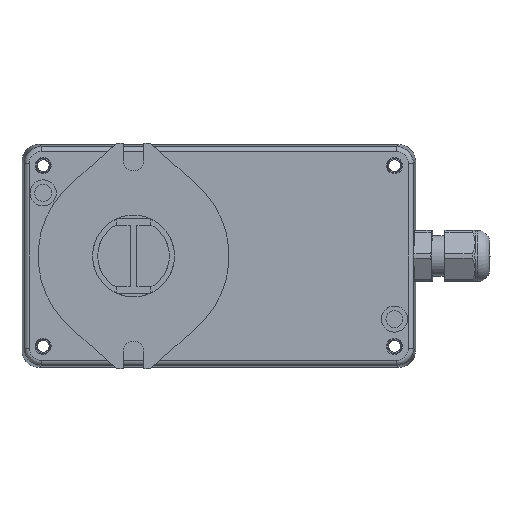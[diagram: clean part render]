
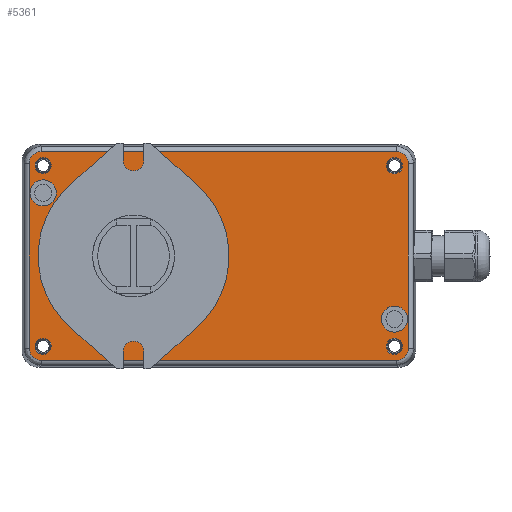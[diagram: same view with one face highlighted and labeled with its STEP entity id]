
A CAD part, front view. The second image highlights one B-rep face of the part: STEP entity #5361.
In plain terms, the highlighted planar face has unit normal (0, -1, 0).
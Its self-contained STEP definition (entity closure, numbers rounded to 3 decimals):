
#157=FACE_BOUND('',#839,.T.);
#158=FACE_BOUND('',#840,.T.);
#159=FACE_BOUND('',#841,.T.);
#160=FACE_BOUND('',#842,.T.);
#161=FACE_BOUND('',#843,.T.);
#162=FACE_BOUND('',#844,.T.);
#163=FACE_BOUND('',#845,.T.);
#214=PLANE('',#5759);
#474=ELLIPSE('',#5738,3.502,3.5);
#476=ELLIPSE('',#5743,3.502,3.5);
#478=ELLIPSE('',#5748,3.502,3.5);
#480=ELLIPSE('',#5752,3.502,3.5);
#511=FACE_OUTER_BOUND('',#838,.T.);
#838=EDGE_LOOP('',(#3709,#3710,#3711,#3712,#3713,#3714,#3715,#3716));
#839=EDGE_LOOP('',(#3717));
#840=EDGE_LOOP('',(#3718));
#841=EDGE_LOOP('',(#3719));
#842=EDGE_LOOP('',(#3720));
#843=EDGE_LOOP('',(#3721));
#844=EDGE_LOOP('',(#3722));
#845=EDGE_LOOP('',(#3723));
#1208=LINE('',#8235,#1614);
#1211=LINE('',#8279,#1617);
#1213=LINE('',#8320,#1619);
#1215=LINE('',#8361,#1621);
#1614=VECTOR('',#6444,10.);
#1617=VECTOR('',#6459,10.);
#1619=VECTOR('',#6471,10.);
#1621=VECTOR('',#6483,10.);
#2018=CIRCLE('',#5728,12.5);
#2030=CIRCLE('',#5760,2.345);
#2031=CIRCLE('',#5761,2.345);
#2032=CIRCLE('',#5762,2.345);
#2033=CIRCLE('',#5763,2.345);
#2034=CIRCLE('',#5764,3.84);
#2035=CIRCLE('',#5765,3.84);
#2361=VERTEX_POINT('',#8219);
#2366=VERTEX_POINT('',#8232);
#2367=VERTEX_POINT('',#8234);
#2369=VERTEX_POINT('',#8269);
#2371=VERTEX_POINT('',#8275);
#2373=VERTEX_POINT('',#8310);
#2375=VERTEX_POINT('',#8316);
#2377=VERTEX_POINT('',#8351);
#2379=VERTEX_POINT('',#8357);
#2386=VERTEX_POINT('',#8413);
#2387=VERTEX_POINT('',#8415);
#2388=VERTEX_POINT('',#8417);
#2389=VERTEX_POINT('',#8419);
#2390=VERTEX_POINT('',#8421);
#2391=VERTEX_POINT('',#8423);
#2860=EDGE_CURVE('',#2361,#2361,#2018,.T.);
#2867=EDGE_CURVE('',#2366,#2367,#1208,.T.);
#2872=EDGE_CURVE('',#2367,#2369,#474,.T.);
#2875=EDGE_CURVE('',#2369,#2371,#1211,.T.);
#2878=EDGE_CURVE('',#2371,#2373,#476,.T.);
#2881=EDGE_CURVE('',#2373,#2375,#1213,.T.);
#2884=EDGE_CURVE('',#2375,#2377,#478,.T.);
#2887=EDGE_CURVE('',#2377,#2379,#1215,.T.);
#2889=EDGE_CURVE('',#2379,#2366,#480,.T.);
#2899=EDGE_CURVE('',#2386,#2386,#2030,.T.);
#2900=EDGE_CURVE('',#2387,#2387,#2031,.T.);
#2901=EDGE_CURVE('',#2388,#2388,#2032,.T.);
#2902=EDGE_CURVE('',#2389,#2389,#2033,.T.);
#2903=EDGE_CURVE('',#2390,#2390,#2034,.T.);
#2904=EDGE_CURVE('',#2391,#2391,#2035,.T.);
#3709=ORIENTED_EDGE('',*,*,#2867,.F.);
#3710=ORIENTED_EDGE('',*,*,#2889,.F.);
#3711=ORIENTED_EDGE('',*,*,#2887,.F.);
#3712=ORIENTED_EDGE('',*,*,#2884,.F.);
#3713=ORIENTED_EDGE('',*,*,#2881,.F.);
#3714=ORIENTED_EDGE('',*,*,#2878,.F.);
#3715=ORIENTED_EDGE('',*,*,#2875,.F.);
#3716=ORIENTED_EDGE('',*,*,#2872,.F.);
#3717=ORIENTED_EDGE('',*,*,#2860,.T.);
#3718=ORIENTED_EDGE('',*,*,#2899,.F.);
#3719=ORIENTED_EDGE('',*,*,#2900,.F.);
#3720=ORIENTED_EDGE('',*,*,#2901,.F.);
#3721=ORIENTED_EDGE('',*,*,#2902,.F.);
#3722=ORIENTED_EDGE('',*,*,#2903,.F.);
#3723=ORIENTED_EDGE('',*,*,#2904,.F.);
#5361=ADVANCED_FACE('',(#511,#157,#158,#159,#160,#161,#162,#163),#214,.F.);
#5728=AXIS2_PLACEMENT_3D('',#8220,#6428,#6429);
#5738=AXIS2_PLACEMENT_3D('',#8273,#6452,#6453);
#5743=AXIS2_PLACEMENT_3D('',#8314,#6464,#6465);
#5748=AXIS2_PLACEMENT_3D('',#8355,#6476,#6477);
#5752=AXIS2_PLACEMENT_3D('',#8393,#6486,#6487);
#5759=AXIS2_PLACEMENT_3D('',#8412,#6507,#6508);
#5760=AXIS2_PLACEMENT_3D('',#8414,#6509,#6510);
#5761=AXIS2_PLACEMENT_3D('',#8416,#6511,#6512);
#5762=AXIS2_PLACEMENT_3D('',#8418,#6513,#6514);
#5763=AXIS2_PLACEMENT_3D('',#8420,#6515,#6516);
#5764=AXIS2_PLACEMENT_3D('',#8422,#6517,#6518);
#5765=AXIS2_PLACEMENT_3D('',#8424,#6519,#6520);
#6428=DIRECTION('center_axis',(0.,1.,0.));
#6429=DIRECTION('ref_axis',(1.,0.,0.));
#6444=DIRECTION('',(0.,0.,1.));
#6452=DIRECTION('center_axis',(0.,1.,0.));
#6453=DIRECTION('ref_axis',(-0.707,0.,0.707));
#6459=DIRECTION('',(1.,0.,0.));
#6464=DIRECTION('center_axis',(0.,1.,0.));
#6465=DIRECTION('ref_axis',(0.707,0.,0.707));
#6471=DIRECTION('',(0.,0.,-1.));
#6476=DIRECTION('center_axis',(0.,1.,0.));
#6477=DIRECTION('ref_axis',(0.707,0.,-0.707));
#6483=DIRECTION('',(-1.,0.,0.));
#6486=DIRECTION('center_axis',(0.,1.,0.));
#6487=DIRECTION('ref_axis',(-0.707,0.,-0.707));
#6507=DIRECTION('center_axis',(0.,1.,0.));
#6508=DIRECTION('ref_axis',(0.,0.,1.));
#6509=DIRECTION('center_axis',(0.,-1.,0.));
#6510=DIRECTION('ref_axis',(0.588,0.,-0.809));
#6511=DIRECTION('center_axis',(0.,-1.,0.));
#6512=DIRECTION('ref_axis',(0.588,0.,-0.809));
#6513=DIRECTION('center_axis',(0.,-1.,0.));
#6514=DIRECTION('ref_axis',(0.588,0.,-0.809));
#6515=DIRECTION('center_axis',(0.,-1.,0.));
#6516=DIRECTION('ref_axis',(0.588,0.,-0.809));
#6517=DIRECTION('center_axis',(0.,-1.,0.));
#6518=DIRECTION('ref_axis',(0.588,0.,0.809));
#6519=DIRECTION('center_axis',(0.,-1.,0.));
#6520=DIRECTION('ref_axis',(0.588,0.,0.809));
#8219=CARTESIAN_POINT('',(-37.5,-135.2,0.));
#8220=CARTESIAN_POINT('Origin',(-25.,-135.2,0.));
#8232=CARTESIAN_POINT('',(-55.579,-135.2,-27.08));
#8234=CARTESIAN_POINT('',(-55.579,-135.2,27.08));
#8235=CARTESIAN_POINT('',(-55.579,-135.2,-19.731));
#8269=CARTESIAN_POINT('',(-52.08,-135.2,30.579));
#8273=CARTESIAN_POINT('Origin',(-52.078,-135.2,27.078));
#8275=CARTESIAN_POINT('',(52.08,-135.2,30.579));
#8279=CARTESIAN_POINT('',(-25.53,-135.2,30.579));
#8310=CARTESIAN_POINT('',(55.579,-135.2,27.08));
#8314=CARTESIAN_POINT('Origin',(52.078,-135.2,27.078));
#8316=CARTESIAN_POINT('',(55.579,-135.2,-27.08));
#8320=CARTESIAN_POINT('',(55.579,-135.2,-19.731));
#8351=CARTESIAN_POINT('',(52.08,-135.2,-30.579));
#8355=CARTESIAN_POINT('Origin',(52.078,-135.2,-27.078));
#8357=CARTESIAN_POINT('',(-52.08,-135.2,-30.579));
#8361=CARTESIAN_POINT('',(-25.53,-135.2,-30.579));
#8393=CARTESIAN_POINT('Origin',(-52.078,-135.2,-27.078));
#8412=CARTESIAN_POINT('Origin',(6.641,-135.2,-6.762));
#8413=CARTESIAN_POINT('',(50.121,-135.2,-24.603));
#8414=CARTESIAN_POINT('Origin',(51.5,-135.2,-26.5));
#8415=CARTESIAN_POINT('',(50.121,-135.2,28.397));
#8416=CARTESIAN_POINT('Origin',(51.5,-135.2,26.5));
#8417=CARTESIAN_POINT('',(-52.879,-135.2,-24.603));
#8418=CARTESIAN_POINT('Origin',(-51.5,-135.2,-26.5));
#8419=CARTESIAN_POINT('',(-52.879,-135.2,28.397));
#8420=CARTESIAN_POINT('Origin',(-51.5,-135.2,26.5));
#8421=CARTESIAN_POINT('',(-47.66,-135.2,18.5));
#8422=CARTESIAN_POINT('Origin',(-51.5,-135.2,18.5));
#8423=CARTESIAN_POINT('',(55.34,-135.2,-18.5));
#8424=CARTESIAN_POINT('Origin',(51.5,-135.2,-18.5));
